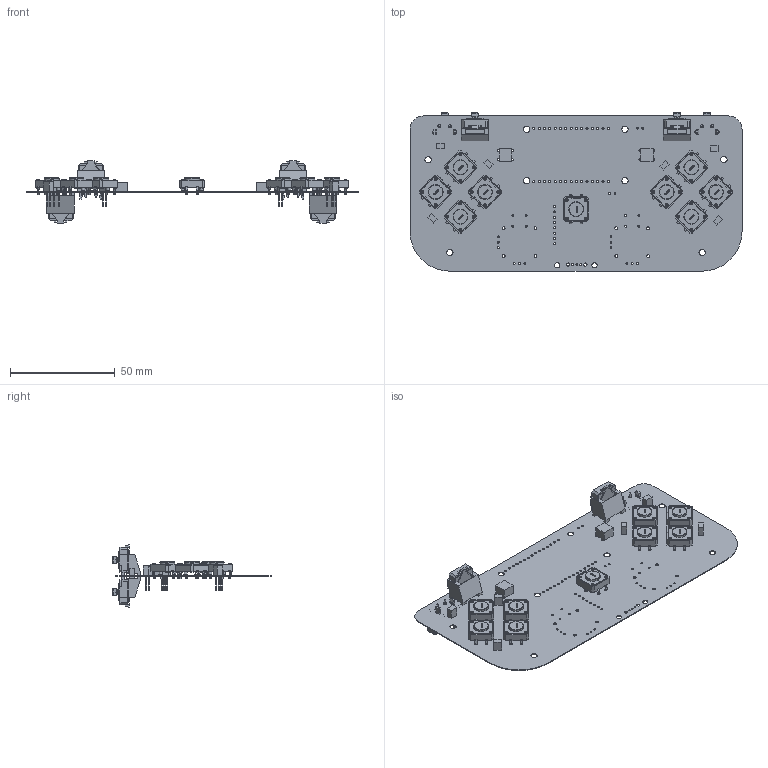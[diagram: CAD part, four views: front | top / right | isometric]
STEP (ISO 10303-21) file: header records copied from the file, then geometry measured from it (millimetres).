
FILE_DESCRIPTION(('Open CASCADE Model'),'2;1');
FILE_NAME('Open CASCADE Shape Model','2024-03-21T11:24:16',('Author'),( 'Open CASCADE'),'Open CASCADE STEP processor 7.5','Open CASCADE 7.5' ,'Unknown');
FILE_SCHEMA(('AUTOMOTIVE_DESIGN { 1 0 10303 214 1 1 1 1 }'));
Length unit declared in the file: millimetre
Products named in the file (47): PCB; Board; Open CASCADE STEP translator 7.5 1.1.1; SW11; Switch_Omron_B3F-4000_eec; Omron B3F-4000 1; Omron B3F-4000 2; Omron B3F-4000 3; Omron B3F-4000 4; Omron B3F-4000 4_MIR; Omron B3F-4000 5; Omron B3F-4000 5_MIR2; Omron B3F-4000 5_MIR3; Omron B3F-4000 5_MIR2_MIR; Omron; SW9; 7098939168; Extruded; SW10; C5; 7094425376; 7098940608; C6; S4; 6508629744; S3; 6508631584; S2; S1; C4; 7094424896; C3; 7098938768; C2; C1; SW1; SW2; SW3; SW4; SW8 ...
Assembly tree (73 placements, depth 4):
  PCB
    Board
      Open CASCADE STEP translator 7.5 1.1.1
    SW11
      Switch_Omron_B3F-4000_eec
        Omron B3F-4000 1
        Omron B3F-4000 2
        Omron B3F-4000 3
        Omron B3F-4000 4  x2
        Omron B3F-4000 4_MIR  x2
        Omron B3F-4000 5
        Omron B3F-4000 5_MIR2
        Omron B3F-4000 5_MIR3
        Omron B3F-4000 5_MIR2_MIR
        Omron
    SW9
      7098939168
        Extruded
    SW10
      7098939168
        Extruded
    C5
      7094425376  x2
        Extruded
      7098940608
        Extruded
    C6
      7094425376  x2
        Extruded
      7098940608
        Extruded
    S4
      6508629744
    S3
      6508631584
    S2
      6508631584
    S1
      6508629744
    C4
      7094425376  x2
        Extruded
      7094424896
        Extruded
    C3
      7094425376  x2
        Extruded
      7098938768
        Extruded
    C2
      7094425376  x2
        Extruded
      7094424896
        Extruded
    C1
      7094425376  x2
        Extruded
      7098938768
        Extruded
    SW1
Bounding box: 158.62 x 75.67 x 29.81 mm (x, y, z)
Volume: 13923.7 mm3; surface area: 38646.2 mm2
Topology: 169 solids, 169 shells, 4362 faces, 11419 edges, 7513 vertices
Faces by surface type: plane 3417, cylinder 551, bspline 291, torus 77, cone 26
Full cylindrical faces by diameter (mm): 0.5 x36, 0.6 x72, 0.8 x15, 0.888 x16, 0.9 x8, 1 x16, 1.02 x30, 1.2 x36, 1.3 x8, 1.396 x8, 1.5 x10, 1.6 x18, 1.8 x18, 2.5 x2, 3 x8, 7.1 x18
Entity records: 37981 total; most frequent: CARTESIAN_POINT 7377, ORIENTED_EDGE 6022, DIRECTION 5861, EDGE_CURVE 3011, LINE 2141, VECTOR 2141, VERTEX_POINT 1977, AXIS2_PLACEMENT_3D 1860
